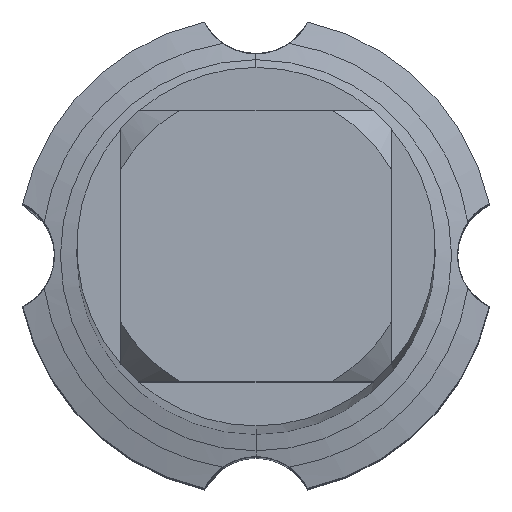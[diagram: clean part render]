
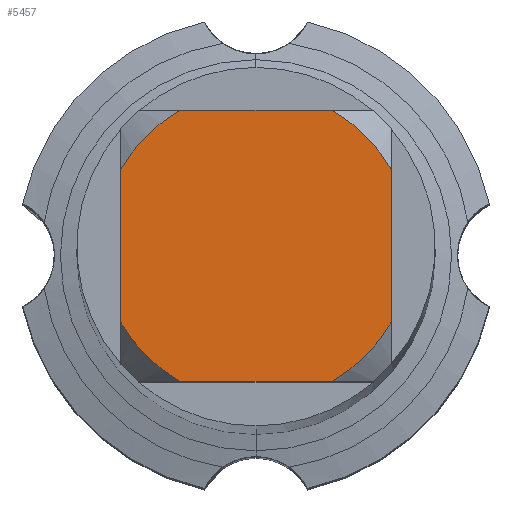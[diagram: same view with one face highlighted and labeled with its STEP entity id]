
A CAD part, top view. The second image highlights one B-rep face of the part: STEP entity #5457.
In plain terms, the highlighted planar face has unit normal (0, 0, 1).
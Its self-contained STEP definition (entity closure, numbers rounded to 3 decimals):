
#2807=VERTEX_POINT('',#8110);
#3301=EDGE_CURVE('',#3337,#4777,#8650,.T.);
#3337=VERTEX_POINT('',#8687);
#3539=EDGE_CURVE('',#4129,#4777,#8909,.T.);
#3653=EDGE_CURVE('',#2807,#7537,#9030,.T.);
#4129=VERTEX_POINT('',#9540);
#4315=EDGE_CURVE('',#5787,#5191,#9743,.T.);
#4777=VERTEX_POINT('',#10246);
#5091=EDGE_CURVE('',#3337,#5191,#10587,.T.);
#5191=VERTEX_POINT('',#10694);
#5457=ADVANCED_FACE('',(#10987),#10988,.T.);
#5607=VERTEX_POINT('',#11150);
#5707=EDGE_CURVE('',#2807,#5607,#11255,.T.);
#5755=EDGE_CURVE('',#4129,#5607,#11306,.T.);
#5787=VERTEX_POINT('',#11341);
#6175=EDGE_CURVE('',#5787,#7537,#11755,.T.);
#7537=VERTEX_POINT('',#13234);
#8110=CARTESIAN_POINT('',(-1.7,0.955,0.0));
#8650=CIRCLE('',#15002,1.95);
#8687=CARTESIAN_POINT('',(1.7,-0.955,0.0));
#8909=LINE('',#15445,#15446);
#9030=CIRCLE('',#15679,1.95);
#9540=CARTESIAN_POINT('',(-0.955,-1.7,0.0));
#9743=CIRCLE('',#17151,1.95);
#10246=CARTESIAN_POINT('',(0.955,-1.7,0.0));
#10587=LINE('',#18670,#18671);
#10694=CARTESIAN_POINT('',(1.7,0.955,0.0));
#10987=FACE_OUTER_BOUND('',#19443,.T.);
#10988=PLANE('',#19444);
#11150=CARTESIAN_POINT('',(-1.7,-0.955,0.0));
#11255=LINE('',#19973,#19974);
#11306=CIRCLE('',#20089,1.95);
#11341=CARTESIAN_POINT('',(0.955,1.7,0.0));
#11755=LINE('',#20852,#20853);
#13234=CARTESIAN_POINT('',(-0.955,1.7,0.0));
#15002=AXIS2_PLACEMENT_3D('',#25325,#25326,#25327);
#15445=CARTESIAN_POINT('',(0.0,-1.7,0.0));
#15446=VECTOR('',#25573,1.0);
#15679=AXIS2_PLACEMENT_3D('',#25672,#25673,#25674);
#17151=AXIS2_PLACEMENT_3D('',#26657,#26658,#26659);
#18670=CARTESIAN_POINT('',(1.7,0.488,0.0));
#18671=VECTOR('',#27717,1.0);
#19443=EDGE_LOOP('',(#28117,#28118,#28119,#28120,#28121,#28122,#28123,#28124));
#19444=AXIS2_PLACEMENT_3D('',#28125,#28126,#28127);
#19973=CARTESIAN_POINT('',(-1.7,0.488,0.0));
#19974=VECTOR('',#28345,1.0);
#20089=AXIS2_PLACEMENT_3D('',#28386,#28387,#28388);
#20852=CARTESIAN_POINT('',(0.0,1.7,0.0));
#20853=VECTOR('',#28976,1.0);
#25325=CARTESIAN_POINT('',(0.0,0.0,0.0));
#25326=DIRECTION('',(0.0,0.0,-1.0));
#25327=DIRECTION('',(0.0,1.0,0.0));
#25573=DIRECTION('',(1.0,0.0,0.0));
#25672=CARTESIAN_POINT('',(0.0,0.0,0.0));
#25673=DIRECTION('',(0.0,0.0,-1.0));
#25674=DIRECTION('',(0.0,1.0,0.0));
#26657=CARTESIAN_POINT('',(0.0,0.0,0.0));
#26658=DIRECTION('',(0.0,0.0,-1.0));
#26659=DIRECTION('',(0.0,1.0,0.0));
#27717=DIRECTION('',(-0.0,1.0,0.0));
#28117=ORIENTED_EDGE('',*,*,#5707,.T.);
#28118=ORIENTED_EDGE('',*,*,#5755,.F.);
#28119=ORIENTED_EDGE('',*,*,#3539,.T.);
#28120=ORIENTED_EDGE('',*,*,#3301,.F.);
#28121=ORIENTED_EDGE('',*,*,#5091,.T.);
#28122=ORIENTED_EDGE('',*,*,#4315,.F.);
#28123=ORIENTED_EDGE('',*,*,#6175,.T.);
#28124=ORIENTED_EDGE('',*,*,#3653,.F.);
#28125=CARTESIAN_POINT('',(0.0,0.975,0.0));
#28126=DIRECTION('',(-0.0,0.0,1.0));
#28127=DIRECTION('',(0.0,-1.0,0.0));
#28345=DIRECTION('',(-0.0,-1.0,0.0));
#28386=CARTESIAN_POINT('',(0.0,0.0,0.0));
#28387=DIRECTION('',(0.0,0.0,-1.0));
#28388=DIRECTION('',(0.0,1.0,0.0));
#28976=DIRECTION('',(-1.0,0.0,0.0));
